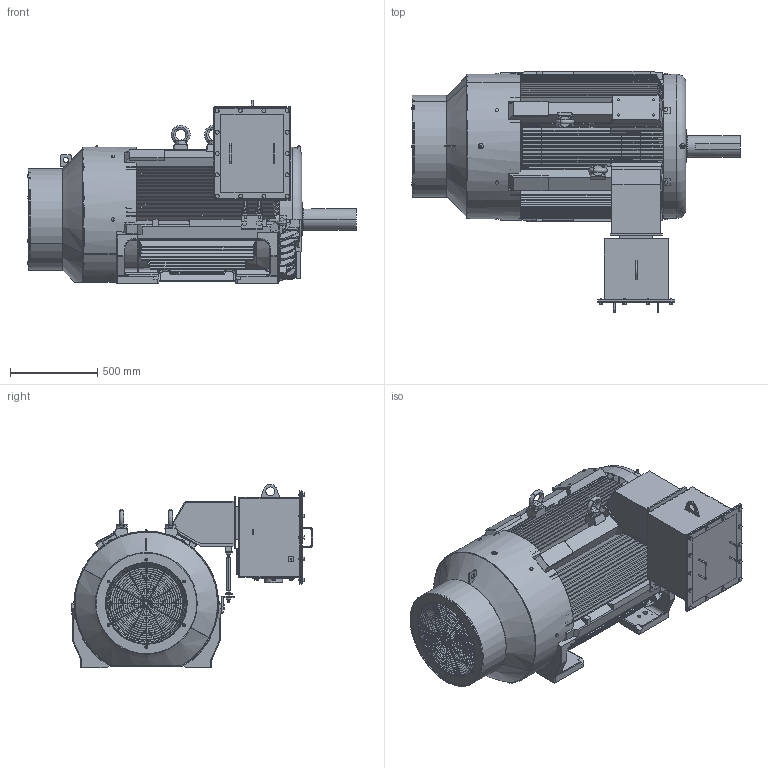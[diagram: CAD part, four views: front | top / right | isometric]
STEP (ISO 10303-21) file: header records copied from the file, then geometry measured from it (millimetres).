
FILE_DESCRIPTION(('CATIA V5 STEP Exchange'),'2;1');
FILE_NAME('3A043A046.stp','2013-12-18T06:46:07+00:00',('none'),('none'),'Unofficial Packaging Version','CATIA V5 STEP AP203','none');
FILE_SCHEMA(('CONFIG_CONTROL_DESIGN'));
Products named in the file (1): #14
Bounding box: 1883.35 x 1384.24 x 1050.56 mm (x, y, z)
Volume: 484621370.6 mm3; surface area: 19764182.8 mm2
Topology: 46 solids, 93 shells, 4943 faces, 13239 edges, 8629 vertices
Faces by surface type: plane 2258, cylinder 1159, torus 810, cone 505, bspline 171, sphere 40
Entity records: 162027 total; most frequent: CARTESIAN_POINT 55429, ORIENTED_EDGE 26346, DIRECTION 14572, EDGE_CURVE 13173, VERTEX_POINT 8629, AXIS2_PLACEMENT_3D 6419, VECTOR 5756, LINE 5756
